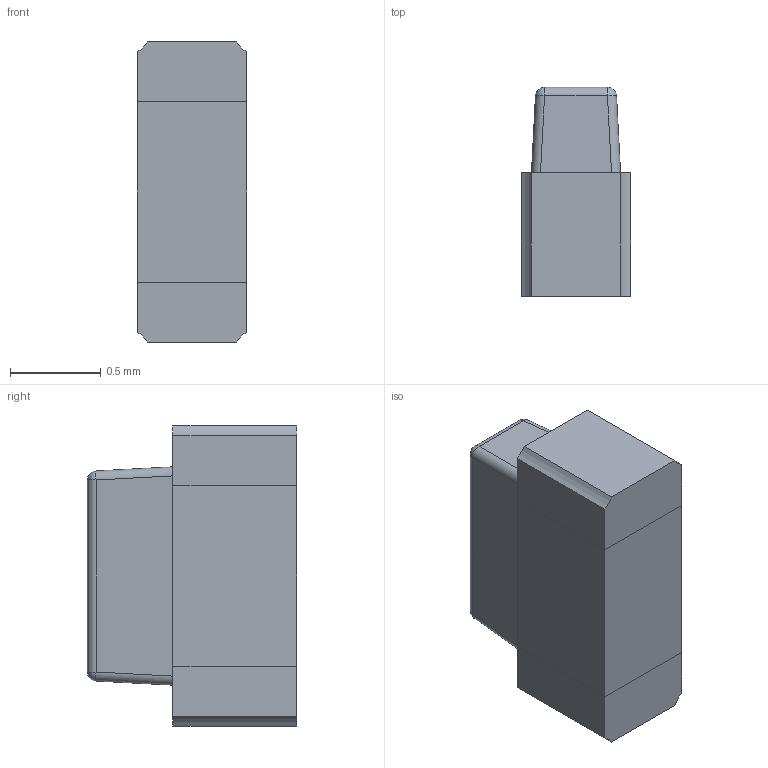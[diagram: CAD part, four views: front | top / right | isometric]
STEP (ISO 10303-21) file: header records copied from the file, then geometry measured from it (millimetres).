
FILE_DESCRIPTION (( 'STEP AP214' ), '1' );
FILE_NAME ('User Library-LTST-S270KGKT.STEP', '2021-03-19T23:14:28', ( '' ), ( '' ), 'SwSTEP 2.0', 'SolidWorks 2020', '' );
FILE_SCHEMA (( 'AUTOMOTIVE_DESIGN' ));
Length unit declared in the file: millimetre
Products named in the file (1): User Library-LTST-S270KGKT
Bounding box: 0.6 x 1.15 x 1.65 mm (x, y, z)
Volume: 0.9 mm3; surface area: 9.2 mm2
Topology: 4 solids, 4 shells, 45 faces, 100 edges, 60 vertices
Faces by surface type: plane 29, cylinder 12, sphere 4
Entity records: 1750 total; most frequent: CARTESIAN_POINT 214, DIRECTION 204, ORIENTED_EDGE 192, EDGE_CURVE 96, LINE 72, VECTOR 72, AXIS2_PLACEMENT_3D 66, VERTEX_POINT 60
